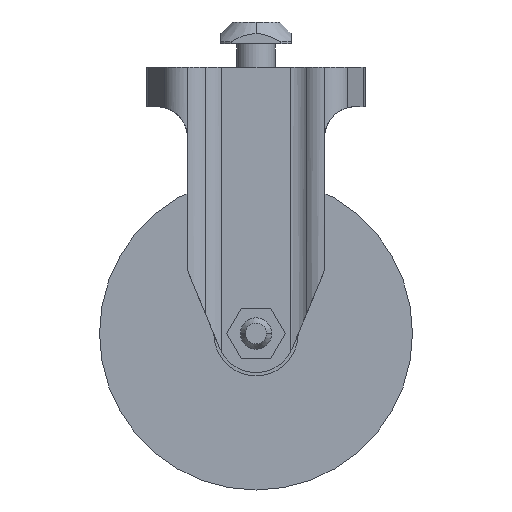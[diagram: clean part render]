
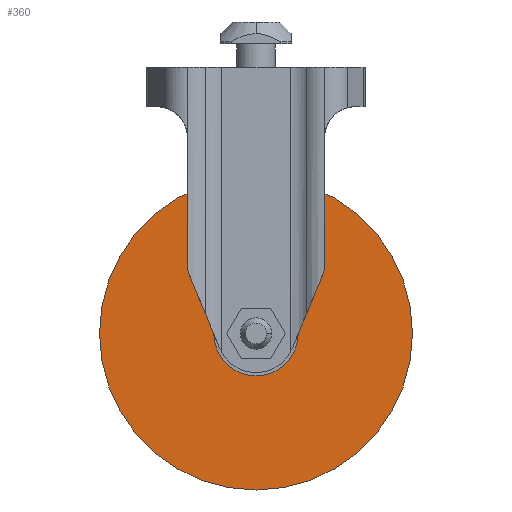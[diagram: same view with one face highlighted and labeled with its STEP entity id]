
A CAD part, front view. The second image highlights one B-rep face of the part: STEP entity #360.
In plain terms, the highlighted planar face has unit normal (0, -1, 0).
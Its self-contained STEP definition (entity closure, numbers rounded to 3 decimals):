
#360=ADVANCED_FACE('',(#725,#726),#727,.T.);
#725=FACE_OUTER_BOUND('',#1083,.T.);
#726=FACE_BOUND('',#1084,.T.);
#727=PLANE('',#1085);
#1083=EDGE_LOOP('',(#2132,#2133));
#1084=EDGE_LOOP('',(#2134,#2135));
#1085=AXIS2_PLACEMENT_3D('',#2136,#2137,#2138);
#2132=ORIENTED_EDGE('',*,*,#2150,.F.);
#2133=ORIENTED_EDGE('',*,*,#2561,.F.);
#2134=ORIENTED_EDGE('',*,*,#2157,.T.);
#2135=ORIENTED_EDGE('',*,*,#2559,.T.);
#2136=CARTESIAN_POINT('',(0.,-16.,-93.4));
#2137=DIRECTION('',(0.,-1.0,0.0));
#2138=DIRECTION('',(-1.0,0.,0.0));
#2150=EDGE_CURVE('',#2565,#2568,#2569,.T.);
#2157=EDGE_CURVE('',#2575,#2579,#2581,.T.);
#2559=EDGE_CURVE('',#2579,#2575,#3175,.T.);
#2561=EDGE_CURVE('',#2568,#2565,#3177,.T.);
#2565=VERTEX_POINT('',#3181);
#2568=VERTEX_POINT('',#3185);
#2569=CIRCLE('',#3186,40.);
#2575=VERTEX_POINT('',#3193);
#2579=VERTEX_POINT('',#3198);
#2581=CIRCLE('',#3201,10.8);
#3175=CIRCLE('',#4157,10.8);
#3177=CIRCLE('',#4159,40.);
#3181=CARTESIAN_POINT('',(0.,-16.,-108.));
#3185=CARTESIAN_POINT('',(0.,-16.,-28.));
#3186=AXIS2_PLACEMENT_3D('',#4163,#4164,#4165);
#3193=CARTESIAN_POINT('',(0.,-16.,-78.8));
#3198=CARTESIAN_POINT('',(0.,-16.,-57.2));
#3201=AXIS2_PLACEMENT_3D('',#4175,#4176,#4177);
#4157=AXIS2_PLACEMENT_3D('',#4660,#4661,#4662);
#4159=AXIS2_PLACEMENT_3D('',#4663,#4664,#4665);
#4163=CARTESIAN_POINT('',(0.,-16.,-68.));
#4164=DIRECTION('',(0.,1.0,0.));
#4165=DIRECTION('',(0.,0.,-1.0));
#4175=CARTESIAN_POINT('',(0.,-16.,-68.));
#4176=DIRECTION('',(0.,1.0,0.));
#4177=DIRECTION('',(0.,0.,-1.0));
#4660=CARTESIAN_POINT('',(0.,-16.,-68.));
#4661=DIRECTION('',(0.,1.0,0.));
#4662=DIRECTION('',(0.,0.,-1.0));
#4663=CARTESIAN_POINT('',(0.,-16.,-68.));
#4664=DIRECTION('',(0.,1.0,0.));
#4665=DIRECTION('',(0.,0.,-1.0));
